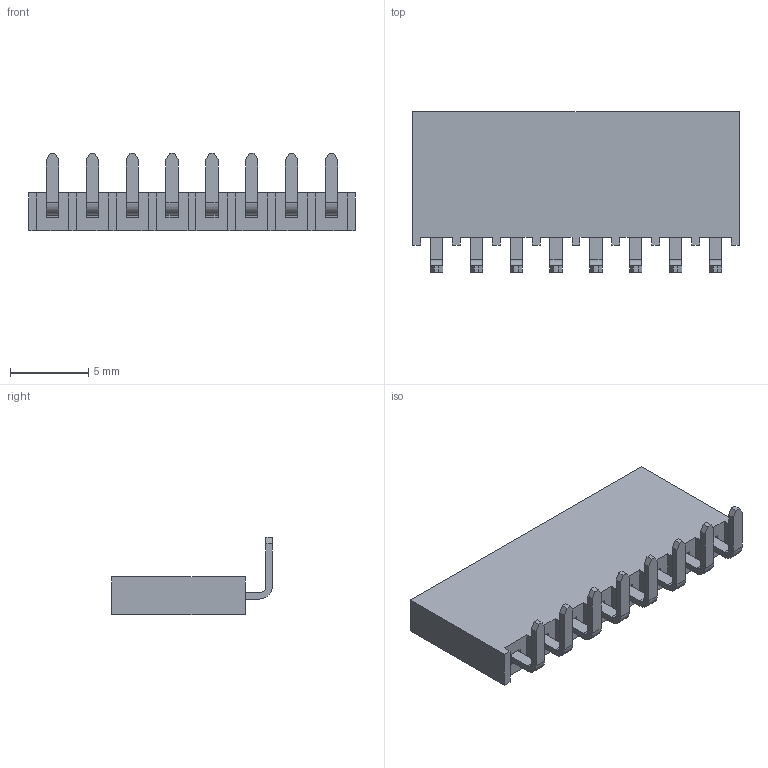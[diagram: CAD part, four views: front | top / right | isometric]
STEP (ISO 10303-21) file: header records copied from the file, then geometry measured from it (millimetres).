
FILE_DESCRIPTION(/* description */ ('STEP AP214'),/* implementation_level */ '2;1');
FILE_NAME(/* name */ 'SSW-108-02-T-S-RA',/* time_stamp */ '2025-08-10T03:53:30+02:00',/* author */ ('License CC BY-ND 4.0'),/* organization */ ('CADENAS'),/* preprocessor_version */ 'ST-DEVELOPER v19.3',/* originating_system */ 'PARTsolutions',/* authorisation */ ' ');
FILE_SCHEMA (('AUTOMOTIVE_DESIGN {1 0 10303 214 3 1 1}'));
Length unit declared in the file: inch
Products named in the file (3): SSW-108-02-T-S-RA; T1SSW-108-02-T-S-RA; P2SSW-108-02-T-S-RA
Assembly tree (2 placements, depth 2):
  SSW-108-02-T-S-RA
    T1SSW-108-02-T-S-RA
    P2SSW-108-02-T-S-RA
Bounding box: 20.83 x 10.24 x 4.94 mm (x, y, z)
Volume: 385.7 mm3; surface area: 851.3 mm2
Topology: 2 solids, 2 shells, 164 faces, 456 edges, 304 vertices
Faces by surface type: plane 148, cylinder 16
Entity records: 5282 total; most frequent: CARTESIAN_POINT 927, ORIENTED_EDGE 912, DIRECTION 822, EDGE_CURVE 456, LINE 424, VECTOR 424, VERTEX_POINT 304, AXIS2_PLACEMENT_3D 199
